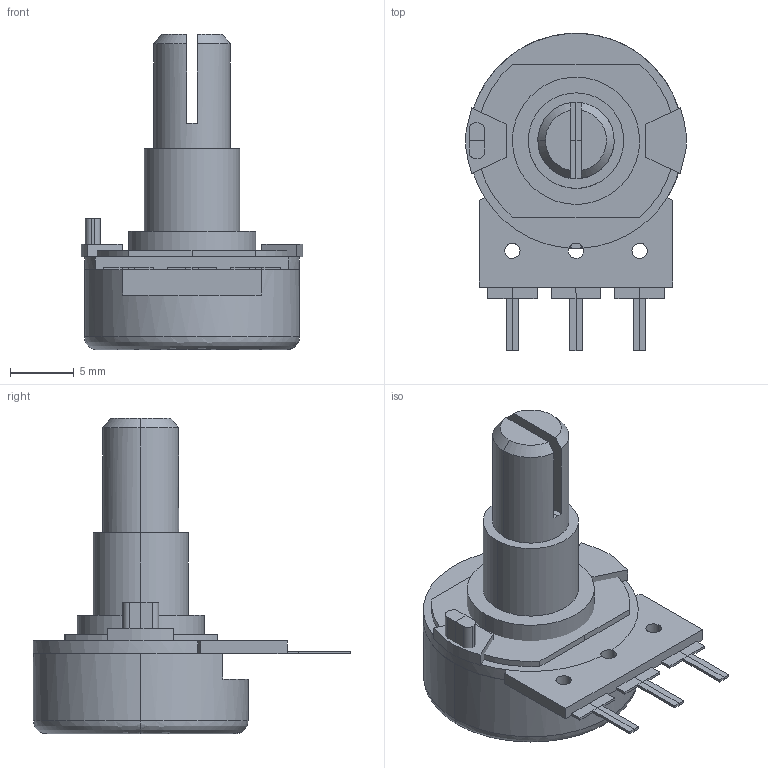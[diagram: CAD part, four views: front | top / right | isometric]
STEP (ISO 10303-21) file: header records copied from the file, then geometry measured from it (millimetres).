
FILE_DESCRIPTION(/* description */ (''),/* implementation_level */ '2;1');
FILE_NAME(/* name */ 'potentiometerb10k',/* time_stamp */ '2021-07-14T16:18:29+09:00',/* author */ (''),/* organization */ (''),/* preprocessor_version */ 'ST-DEVELOPER v16.5',/* originating_system */ '',/* authorisation */ '');
FILE_SCHEMA (('CONFIG_CONTROL_DESIGN'));
Length unit declared in the file: millimetre
Products named in the file (1): Document
Bounding box: 17.4 x 24.95 x 24.8 mm (x, y, z)
Volume: 2442.8 mm3; surface area: 2676.9 mm2
Topology: 12 solids, 12 shells, 138 faces, 307 edges, 193 vertices
Faces by surface type: plane 108, cylinder 23, bspline 7
Entity records: 3538 total; most frequent: CARTESIAN_POINT 1291, ORIENTED_EDGE 608, EDGE_CURVE 304, B_SPLINE_CURVE_WITH_KNOTS 219, VERTEX_POINT 188, EDGE_LOOP 142, ADVANCED_FACE 138, FACE_OUTER_BOUND 138
